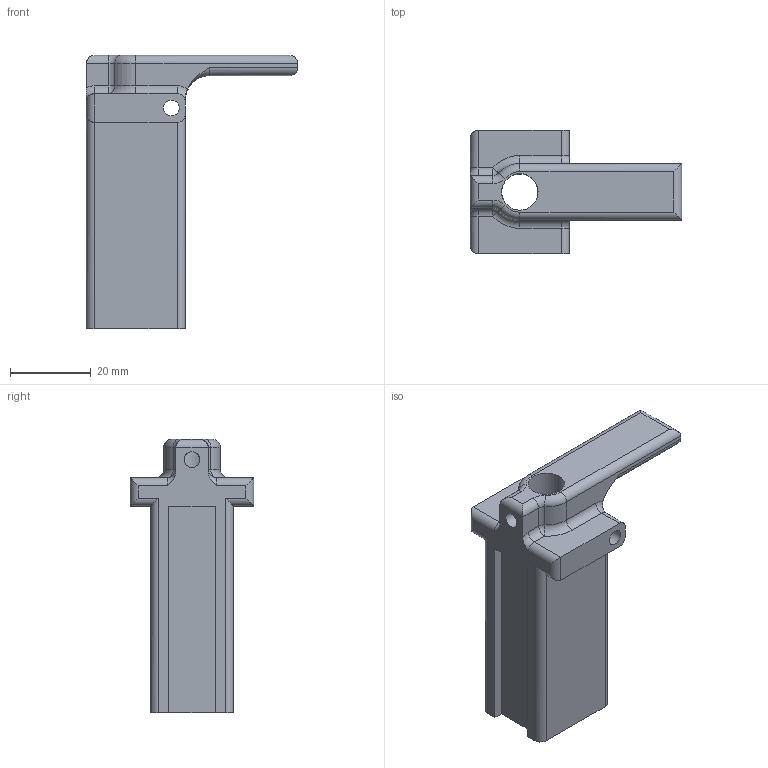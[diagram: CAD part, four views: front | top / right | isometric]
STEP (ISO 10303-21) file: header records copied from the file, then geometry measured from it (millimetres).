
FILE_DESCRIPTION(/* description */ (''),/* implementation_level */ '2;1');
FILE_NAME(/* name */ 'penHolder v31.step',/* time_stamp */ '2024-08-25T17:34:30+02:00',/* author */ (''),/* organization */ (''),/* preprocessor_version */ 'ST-DEVELOPER v20',/* originating_system */ 'Autodesk Translation Framework v13.14.0.145',/* authorisation */ '');
FILE_SCHEMA (('AUTOMOTIVE_DESIGN { 1 0 10303 214 3 1 1 }'));
Length unit declared in the file: millimetre
Products named in the file (1): penHolder
Bounding box: 52.25 x 30.5 x 67.5 mm (x, y, z)
Volume: 27943 mm3; surface area: 10792 mm2
Topology: 1 solids, 1 shells, 75 faces, 188 edges, 114 vertices
Faces by surface type: cylinder 35, plane 26, torus 12, sphere 2
Full cylindrical faces by diameter (mm): 3.9 x2, 9 x1
Entity records: 2342 total; most frequent: CARTESIAN_POINT 476, DIRECTION 400, ORIENTED_EDGE 376, EDGE_CURVE 188, AXIS2_PLACEMENT_3D 147, VERTEX_POINT 114, LINE 106, VECTOR 106
